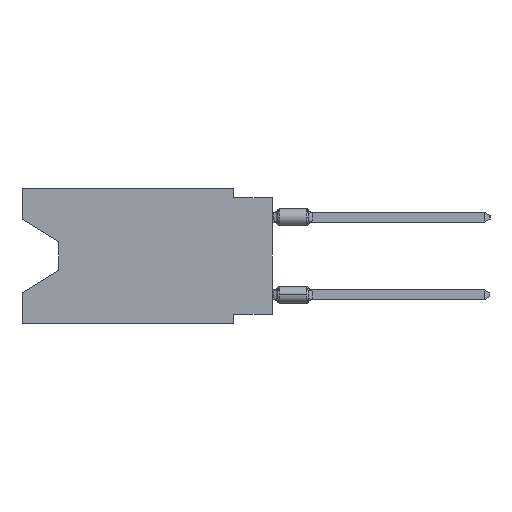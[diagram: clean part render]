
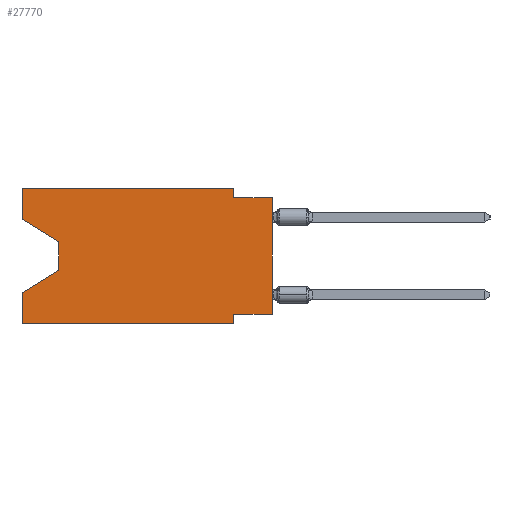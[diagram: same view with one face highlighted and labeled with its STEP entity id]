
A CAD part, left-side view. The second image highlights one B-rep face of the part: STEP entity #27770.
In plain terms, the highlighted planar face has unit normal (-1, 0, 0).
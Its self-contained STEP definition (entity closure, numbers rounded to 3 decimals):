
#88 = VERTEX_POINT ( 'NONE', #18645 ) ;
#440 = CARTESIAN_POINT ( 'NONE',  ( 0., 0., 0. ) ) ;
#473 = CARTESIAN_POINT ( 'NONE',  ( 0., 2.54, -8.89 ) ) ;
#483 = EDGE_CURVE ( 'NONE', #1242, #23314, #4138, .T. ) ;
#790 = ORIENTED_EDGE ( 'NONE', *, *, #28488, .F. ) ;
#901 = CARTESIAN_POINT ( 'NONE',  ( 0., 13.97, -3.505 ) ) ;
#1242 = VERTEX_POINT ( 'NONE', #12686 ) ;
#1404 = AXIS2_PLACEMENT_3D ( 'NONE', #22007, #11132, #6656 ) ;
#1553 = CARTESIAN_POINT ( 'NONE',  ( 0., 16.383, 0. ) ) ;
#1885 = ORIENTED_EDGE ( 'NONE', *, *, #27424, .T. ) ;
#1966 = ORIENTED_EDGE ( 'NONE', *, *, #13860, .F. ) ;
#2125 = CARTESIAN_POINT ( 'NONE',  ( 0., 0., -8.255 ) ) ;
#2479 = DIRECTION ( 'NONE',  ( 0., 0., -1. ) ) ;
#2828 = VECTOR ( 'NONE', #10099, 1000. ) ;
#3760 = VERTEX_POINT ( 'NONE', #6156 ) ;
#4138 = LINE ( 'NONE', #12782, #5872 ) ;
#4676 = VERTEX_POINT ( 'NONE', #2125 ) ;
#4912 = EDGE_CURVE ( 'NONE', #11963, #23314, #20900, .T. ) ;
#4995 = EDGE_CURVE ( 'NONE', #3760, #5906, #10747, .T. ) ;
#5631 = CARTESIAN_POINT ( 'NONE',  ( 0., 16.383, -2.038 ) ) ;
#5872 = VECTOR ( 'NONE', #6064, 1000. ) ;
#5906 = VERTEX_POINT ( 'NONE', #23818 ) ;
#6056 = FACE_OUTER_BOUND ( 'NONE', #6741, .T. ) ;
#6064 = DIRECTION ( 'NONE',  ( 0., -1., 0. ) ) ;
#6068 = VECTOR ( 'NONE', #18465, 1000. ) ;
#6156 = CARTESIAN_POINT ( 'NONE',  ( 0., 13.97, -5.385 ) ) ;
#6656 = DIRECTION ( 'NONE',  ( 0., 0., -1. ) ) ;
#6741 = EDGE_LOOP ( 'NONE', ( #11435, #1885, #10307, #790, #17439, #19532, #24778, #9626, #1966, #20075, #14989, #9743 ) ) ;
#7282 = CARTESIAN_POINT ( 'NONE',  ( 0., 13.97, -3.505 ) ) ;
#7365 = VERTEX_POINT ( 'NONE', #12003 ) ;
#7442 = DIRECTION ( 'NONE',  ( 0., 0., -1. ) ) ;
#7811 = DIRECTION ( 'NONE',  ( 0., 0., 1. ) ) ;
#8277 = LINE ( 'NONE', #1553, #26253 ) ;
#9094 = VERTEX_POINT ( 'NONE', #21817 ) ;
#9626 = ORIENTED_EDGE ( 'NONE', *, *, #22979, .T. ) ;
#9743 = ORIENTED_EDGE ( 'NONE', *, *, #24450, .F. ) ;
#10099 = DIRECTION ( 'NONE',  ( 0., -0.855, -0.519 ) ) ;
#10253 = VECTOR ( 'NONE', #18508, 1000. ) ;
#10307 = ORIENTED_EDGE ( 'NONE', *, *, #4995, .T. ) ;
#10607 = CARTESIAN_POINT ( 'NONE',  ( 0., 16.383, 0. ) ) ;
#10747 = LINE ( 'NONE', #19834, #26950 ) ;
#11132 = DIRECTION ( 'NONE',  ( 1., 0., 0. ) ) ;
#11435 = ORIENTED_EDGE ( 'NONE', *, *, #27520, .T. ) ;
#11963 = VERTEX_POINT ( 'NONE', #25566 ) ;
#12003 = CARTESIAN_POINT ( 'NONE',  ( 0., 2.54, 0. ) ) ;
#12686 = CARTESIAN_POINT ( 'NONE',  ( 0., 16.383, -8.89 ) ) ;
#12782 = CARTESIAN_POINT ( 'NONE',  ( 0., 16.383, -8.89 ) ) ;
#13002 = VERTEX_POINT ( 'NONE', #27030 ) ;
#13143 = LINE ( 'NONE', #10607, #22877 ) ;
#13261 = EDGE_CURVE ( 'NONE', #4676, #11963, #20462, .T. ) ;
#13297 = DIRECTION ( 'NONE',  ( 0., -1., 0. ) ) ;
#13535 = CARTESIAN_POINT ( 'NONE',  ( 0., 2.54, -8.89 ) ) ;
#13819 = CARTESIAN_POINT ( 'NONE',  ( 0., 2.54, 0. ) ) ;
#13860 = EDGE_CURVE ( 'NONE', #14444, #13002, #22313, .T. ) ;
#14103 = VECTOR ( 'NONE', #7811, 1000. ) ;
#14444 = VERTEX_POINT ( 'NONE', #21064 ) ;
#14982 = DIRECTION ( 'NONE',  ( 0., 0., 1. ) ) ;
#14989 = ORIENTED_EDGE ( 'NONE', *, *, #25887, .F. ) ;
#15053 = VECTOR ( 'NONE', #25826, 1000. ) ;
#15203 = VECTOR ( 'NONE', #2479, 1000. ) ;
#15738 = DIRECTION ( 'NONE',  ( 0., -1., 0. ) ) ;
#15839 = CARTESIAN_POINT ( 'NONE',  ( 0., 0., -8.255 ) ) ;
#17071 = VECTOR ( 'NONE', #7442, 1000. ) ;
#17138 = DIRECTION ( 'NONE',  ( 0., 0.855, -0.519 ) ) ;
#17439 = ORIENTED_EDGE ( 'NONE', *, *, #483, .T. ) ;
#17899 = EDGE_CURVE ( 'NONE', #7365, #14444, #27828, .T. ) ;
#18110 = CARTESIAN_POINT ( 'NONE',  ( 0., 0., -0.635 ) ) ;
#18465 = DIRECTION ( 'NONE',  ( 0., 0., 1. ) ) ;
#18508 = DIRECTION ( 'NONE',  ( 0., 1., 0. ) ) ;
#18510 = LINE ( 'NONE', #27624, #14103 ) ;
#18645 = CARTESIAN_POINT ( 'NONE',  ( 0., 16.383, 0. ) ) ;
#18727 = LINE ( 'NONE', #5631, #2828 ) ;
#19532 = ORIENTED_EDGE ( 'NONE', *, *, #4912, .F. ) ;
#19834 = CARTESIAN_POINT ( 'NONE',  ( 0., 13.97, -5.385 ) ) ;
#20075 = ORIENTED_EDGE ( 'NONE', *, *, #17899, .F. ) ;
#20462 = LINE ( 'NONE', #15839, #10253 ) ;
#20739 = VECTOR ( 'NONE', #15738, 1000. ) ;
#20868 = LINE ( 'NONE', #440, #6068 ) ;
#20900 = LINE ( 'NONE', #473, #15053 ) ;
#21064 = CARTESIAN_POINT ( 'NONE',  ( 0., 2.54, -0.635 ) ) ;
#21817 = CARTESIAN_POINT ( 'NONE',  ( 0., 16.383, -2.038 ) ) ;
#22007 = CARTESIAN_POINT ( 'NONE',  ( 0., 16.383, 0. ) ) ;
#22313 = LINE ( 'NONE', #18110, #20739 ) ;
#22877 = VECTOR ( 'NONE', #13297, 1000. ) ;
#22979 = EDGE_CURVE ( 'NONE', #4676, #13002, #20868, .T. ) ;
#23197 = VERTEX_POINT ( 'NONE', #901 ) ;
#23314 = VERTEX_POINT ( 'NONE', #13535 ) ;
#23818 = CARTESIAN_POINT ( 'NONE',  ( 0., 16.383, -6.852 ) ) ;
#24249 = PLANE ( 'NONE',  #1404 ) ;
#24450 = EDGE_CURVE ( 'NONE', #9094, #88, #18510, .T. ) ;
#24778 = ORIENTED_EDGE ( 'NONE', *, *, #13261, .F. ) ;
#25164 = LINE ( 'NONE', #7282, #17071 ) ;
#25566 = CARTESIAN_POINT ( 'NONE',  ( 0., 2.54, -8.255 ) ) ;
#25826 = DIRECTION ( 'NONE',  ( 0., 0., -1. ) ) ;
#25887 = EDGE_CURVE ( 'NONE', #88, #7365, #13143, .T. ) ;
#26253 = VECTOR ( 'NONE', #14982, 1000. ) ;
#26950 = VECTOR ( 'NONE', #17138, 1000. ) ;
#27030 = CARTESIAN_POINT ( 'NONE',  ( 0., 0., -0.635 ) ) ;
#27424 = EDGE_CURVE ( 'NONE', #23197, #3760, #25164, .T. ) ;
#27520 = EDGE_CURVE ( 'NONE', #9094, #23197, #18727, .T. ) ;
#27624 = CARTESIAN_POINT ( 'NONE',  ( 0., 16.383, 0. ) ) ;
#27770 = ADVANCED_FACE ( 'NONE', ( #6056 ), #24249, .F. ) ;
#27828 = LINE ( 'NONE', #13819, #15203 ) ;
#28488 = EDGE_CURVE ( 'NONE', #1242, #5906, #8277, .T. ) ;
